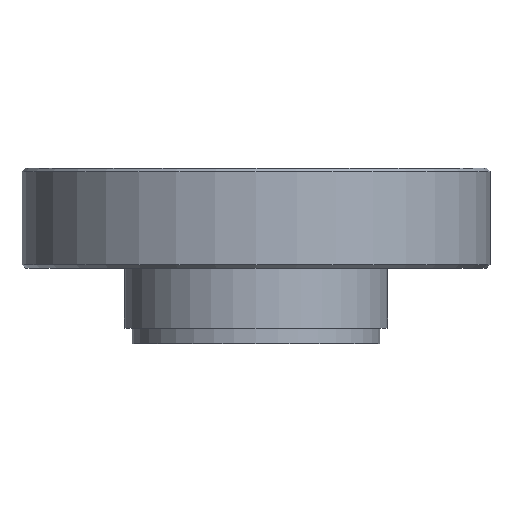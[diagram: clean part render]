
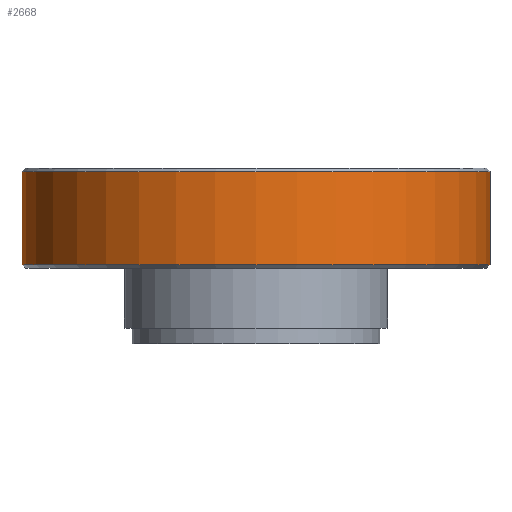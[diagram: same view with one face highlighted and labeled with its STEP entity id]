
A CAD part, front view. The second image highlights one B-rep face of the part: STEP entity #2668.
In plain terms, the highlighted cylindrical face has radius 16.891 mm (diameter 33.782 mm), a partial arc.
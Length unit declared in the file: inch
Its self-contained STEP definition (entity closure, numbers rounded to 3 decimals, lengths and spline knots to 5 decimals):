
#38 = VERTEX_POINT ( 'NONE', #765 ) ;
#40 = VERTEX_POINT ( 'NONE', #764 ) ;
#75 = VERTEX_POINT ( 'NONE', #833 ) ;
#78 = VERTEX_POINT ( 'NONE', #816 ) ;
#140 = ORIENTED_EDGE ( 'NONE', *, *, #148, .T. ) ;
#141 = ORIENTED_EDGE ( 'NONE', *, *, #154, .T. ) ;
#142 = ORIENTED_EDGE ( 'NONE', *, *, #2703, .T. ) ;
#146 = EDGE_LOOP ( 'NONE', ( #2669, #141, #142, #140 ) ) ;
#148 = EDGE_CURVE ( 'NONE', #75, #78, #1024, .T. ) ;
#154 = EDGE_CURVE ( 'NONE', #40, #38, #962, .T. ) ;
#764 = CARTESIAN_POINT ( 'NONE',  ( 0.275, 0., -0.665 ) ) ;
#765 = CARTESIAN_POINT ( 'NONE',  ( 0.275, 0., 0.665 ) ) ;
#816 = CARTESIAN_POINT ( 'NONE',  ( 0.01, 0., -0.665 ) ) ;
#833 = CARTESIAN_POINT ( 'NONE',  ( 0.01, 0., 0.665 ) ) ;
#939 = DIRECTION ( 'NONE',  ( 0., 0., -1. ) ) ;
#940 = DIRECTION ( 'NONE',  ( -1., 0., 0. ) ) ;
#941 = CARTESIAN_POINT ( 'NONE',  ( 0.275, 0., 0. ) ) ;
#942 = AXIS2_PLACEMENT_3D ( 'NONE', #941, #940, #939 ) ;
#946 = DIRECTION ( 'NONE',  ( 0., 0., -1. ) ) ;
#947 = DIRECTION ( 'NONE',  ( 1., 0., 0. ) ) ;
#948 = AXIS2_PLACEMENT_3D ( 'NONE', #1023, #947, #946 ) ;
#962 = CIRCLE ( 'NONE', #942, 0.665 ) ;
#1023 = CARTESIAN_POINT ( 'NONE',  ( 0.01, 0., 0. ) ) ;
#1024 = CIRCLE ( 'NONE', #948, 0.665 ) ;
#1843 = DIRECTION ( 'NONE',  ( -1., 0., 0. ) ) ;
#1844 = VECTOR ( 'NONE', #1843, 39.37008 ) ;
#1845 = CARTESIAN_POINT ( 'NONE',  ( 0.285, 0., 0.665 ) ) ;
#1846 = LINE ( 'NONE', #1845, #1844 ) ;
#1925 = DIRECTION ( 'NONE',  ( 0., 0., 1. ) ) ;
#1926 = DIRECTION ( 'NONE',  ( -1., 0., 0. ) ) ;
#1927 = CARTESIAN_POINT ( 'NONE',  ( 0.285, 0., 0. ) ) ;
#1928 = AXIS2_PLACEMENT_3D ( 'NONE', #1927, #1926, #1925 ) ;
#1975 = CYLINDRICAL_SURFACE ( 'NONE', #1928, 0.665 ) ;
#1980 = FACE_OUTER_BOUND ( 'NONE', #146, .T. ) ;
#1999 = DIRECTION ( 'NONE',  ( -1., 0., 0. ) ) ;
#2000 = VECTOR ( 'NONE', #1999, 39.37008 ) ;
#2001 = CARTESIAN_POINT ( 'NONE',  ( 0.285, 0., -0.665 ) ) ;
#2002 = LINE ( 'NONE', #2001, #2000 ) ;
#2632 = EDGE_CURVE ( 'NONE', #40, #78, #2002, .T. ) ;
#2668 = ADVANCED_FACE ( 'NONE', ( #1980 ), #1975, .T. ) ;
#2669 = ORIENTED_EDGE ( 'NONE', *, *, #2632, .F. ) ;
#2703 = EDGE_CURVE ( 'NONE', #38, #75, #1846, .T. ) ;
